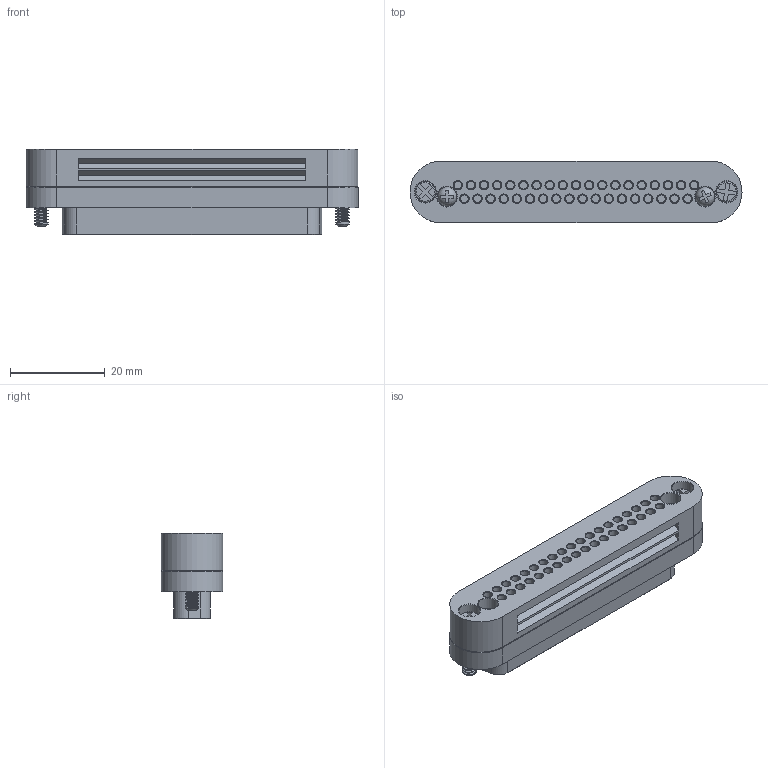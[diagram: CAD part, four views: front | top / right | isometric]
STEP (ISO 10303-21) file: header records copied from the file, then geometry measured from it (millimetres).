
FILE_DESCRIPTION (( 'STEP AP214' ), '1' );
FILE_NAME ('XF-D37.STEP', '2023-11-02T06:24:56', ( '' ), ( '' ), 'SwSTEP 2.0', 'SolidWorks 2020', '' );
FILE_SCHEMA (( 'AUTOMOTIVE_DESIGN' ));
Length unit declared in the file: millimetre
Products named in the file (6): SCRW-M3; XF-D37-02; XF-D37-01; 厙劃陬渀; UNC#4-40-12.7; XF-D37
Assembly tree (43 placements, depth 2):
  XF-D37
    XF-D37-01
    XF-D37-02
    厙劃陬渀  x37
    SCRW-M3  x2
    UNC#4-40-12.7  x2
Bounding box: 70 x 13 x 18 mm (x, y, z)
Volume: 11791.8 mm3; surface area: 14372.2 mm2
Topology: 43 solids, 43 shells, 1170 faces, 2562 edges, 1602 vertices
Faces by surface type: plane 483, cylinder 415, cone 248, bspline 18, torus 6
Full cylindrical faces by diameter (mm): 1.6 x37, 1.66 x37, 1.8 x74, 2 x2, 2.22 x37, 2.4 x37, 2.5 x18, 3 x36, 3.2 x2, 4 x2, 4.2 x2, 4.3 x2, 4.5 x2
Entity records: 19482 total; most frequent: CARTESIAN_POINT 9581, DIRECTION 2093, ORIENTED_EDGE 1432, EDGE_LOOP 966, AXIS2_PLACEMENT_3D 962, EDGE_CURVE 716, VERTEX_POINT 610, FACE_OUTER_BOUND 589
